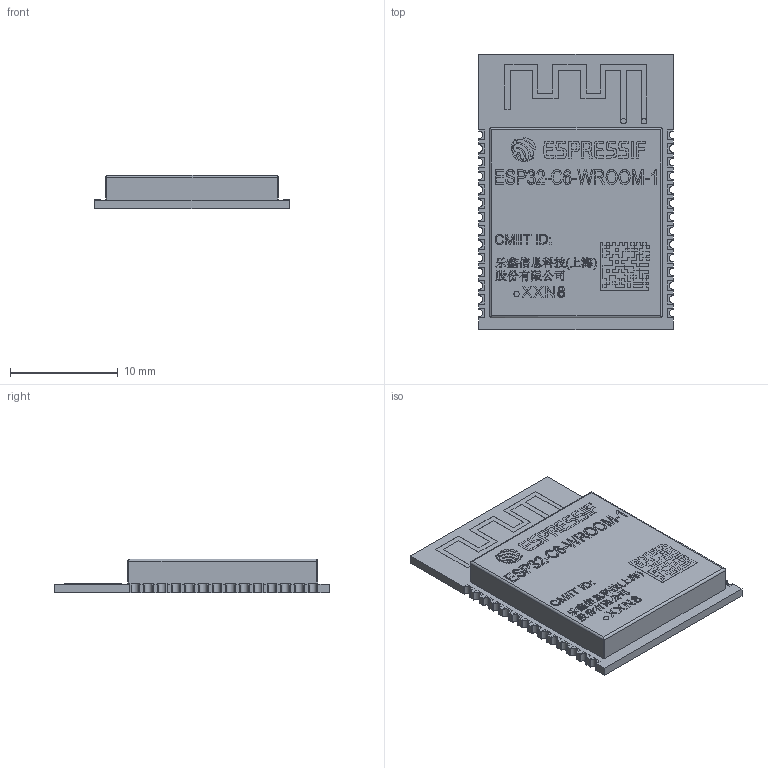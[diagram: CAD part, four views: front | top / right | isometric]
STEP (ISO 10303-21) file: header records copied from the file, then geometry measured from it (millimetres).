
FILE_DESCRIPTION(('CAx-IF Rec.Pracs.---Model Styling and Organization---1.5---2016-08-15','CAx-IF Rec.Pracs.---Geometric and Assembly Validation Properties---4.4---2016-08-17','CAx-IF Rec.Pracs.---User Defined Attributes---1.5---2016-08-15','CAx-IF Rec.Pracs.---External References---2.1---2005-01-19'),'2;1');
FILE_NAME('17312723.step','2024-04-02T22:31:09',('Unspecified'),('Unspecified'),'CAD Exchanger 3.10.2 (cadexchanger.com)','Unspecified','');
FILE_SCHEMA(('AUTOMOTIVE_DESIGN { 1 0 10303 214 1 1 1 1 }'));
Products named in the file (1): ESP32-C6-WROOM
Bounding box: 18.02 x 25.5 x 3.11 mm (x, y, z)
Volume: 1010.1 mm3; surface area: 1705.5 mm2
Topology: 2 solids, 2 shells, 2271 faces, 6313 edges, 4156 vertices
Faces by surface type: plane 1517, bspline 719, cylinder 35
Full cylindrical faces by diameter (mm): 0.5 x3
Entity records: 78606 total; most frequent: CARTESIAN_POINT 24580, ORIENTED_EDGE 12626, DIRECTION 8057, EDGE_CURVE 6313, LINE 4799, VECTOR 4799, VERTEX_POINT 4156, FACE_BOUND 2422
